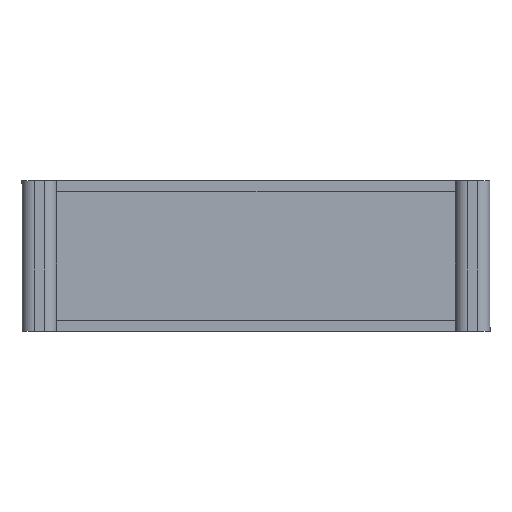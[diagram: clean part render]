
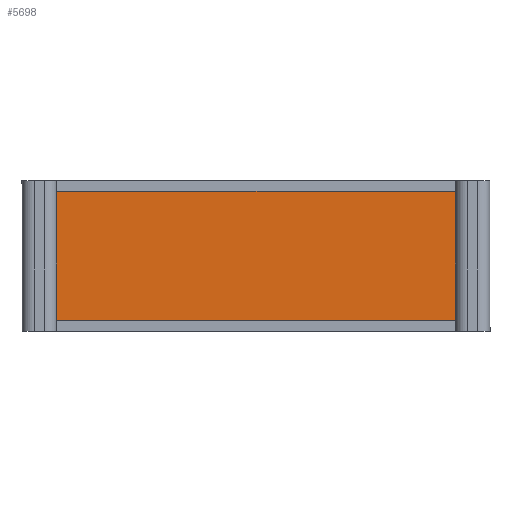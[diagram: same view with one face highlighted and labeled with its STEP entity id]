
A CAD part, top view. The second image highlights one B-rep face of the part: STEP entity #5698.
In plain terms, the highlighted planar face has unit normal (0, 0, 1).
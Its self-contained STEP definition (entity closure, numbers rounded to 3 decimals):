
#3 = ORIENTED_EDGE ( 'NONE', *, *, #2776, .F. ) ;
#49 = VERTEX_POINT ( 'NONE', #4909 ) ;
#64 = DIRECTION ( 'NONE',  ( 0., -1., 0. ) ) ;
#317 = CIRCLE ( 'NONE', #3185, 0.5 ) ;
#544 = AXIS2_PLACEMENT_3D ( 'NONE', #6223, #1835, #2779 ) ;
#593 = CARTESIAN_POINT ( 'NONE',  ( -1.2, 14.75, 19.75 ) ) ;
#795 = DIRECTION ( 'NONE',  ( 0., 0., -1. ) ) ;
#858 = LINE ( 'NONE', #1336, #2864 ) ;
#970 = LINE ( 'NONE', #2832, #4835 ) ;
#1156 = VECTOR ( 'NONE', #64, 1000. ) ;
#1299 = EDGE_CURVE ( 'NONE', #6165, #4071, #858, .T. ) ;
#1301 = DIRECTION ( 'NONE',  ( -1., 0., 0. ) ) ;
#1336 = CARTESIAN_POINT ( 'NONE',  ( -4.8, -14.75, 19.75 ) ) ;
#1394 = DIRECTION ( 'NONE',  ( 0., 1., 0. ) ) ;
#1401 = LINE ( 'NONE', #3957, #3446 ) ;
#1590 = EDGE_CURVE ( 'NONE', #3295, #6165, #317, .T. ) ;
#1696 = CARTESIAN_POINT ( 'NONE',  ( -9.3, -14.75, 19.75 ) ) ;
#1768 = VERTEX_POINT ( 'NONE', #593 ) ;
#1835 = DIRECTION ( 'NONE',  ( 0., 0., -1. ) ) ;
#2015 = EDGE_CURVE ( 'NONE', #2679, #1768, #970, .T. ) ;
#2099 = ORIENTED_EDGE ( 'NONE', *, *, #1590, .F. ) ;
#2261 = FACE_OUTER_BOUND ( 'NONE', #3548, .T. ) ;
#2382 = DIRECTION ( 'NONE',  ( 1., 0., 0. ) ) ;
#2577 = ORIENTED_EDGE ( 'NONE', *, *, #2015, .F. ) ;
#2679 = VERTEX_POINT ( 'NONE', #3214 ) ;
#2776 = EDGE_CURVE ( 'NONE', #49, #3295, #4998, .T. ) ;
#2779 = DIRECTION ( 'NONE',  ( 0., -1., 0. ) ) ;
#2832 = CARTESIAN_POINT ( 'NONE',  ( -4.8, 14.75, 19.75 ) ) ;
#2864 = VECTOR ( 'NONE', #1301, 1000. ) ;
#2872 = CARTESIAN_POINT ( 'NONE',  ( -1.2, -14.25, 19.75 ) ) ;
#2873 = EDGE_CURVE ( 'NONE', #1768, #49, #5693, .T. ) ;
#3185 = AXIS2_PLACEMENT_3D ( 'NONE', #2872, #4897, #1394 ) ;
#3214 = CARTESIAN_POINT ( 'NONE',  ( -9.3, 14.75, 19.75 ) ) ;
#3295 = VERTEX_POINT ( 'NONE', #4337 ) ;
#3446 = VECTOR ( 'NONE', #4452, 1000. ) ;
#3548 = EDGE_LOOP ( 'NONE', ( #3954, #2577, #4245, #3599, #2099, #3 ) ) ;
#3599 = ORIENTED_EDGE ( 'NONE', *, *, #1299, .F. ) ;
#3603 = CARTESIAN_POINT ( 'NONE',  ( -1.2, 14.25, 19.75 ) ) ;
#3776 = AXIS2_PLACEMENT_3D ( 'NONE', #3603, #795, #4655 ) ;
#3954 = ORIENTED_EDGE ( 'NONE', *, *, #2873, .F. ) ;
#3957 = CARTESIAN_POINT ( 'NONE',  ( -9.3, -14.25, 19.75 ) ) ;
#4071 = VERTEX_POINT ( 'NONE', #1696 ) ;
#4245 = ORIENTED_EDGE ( 'NONE', *, *, #5210, .T. ) ;
#4337 = CARTESIAN_POINT ( 'NONE',  ( -0.7, -14.25, 19.75 ) ) ;
#4452 = DIRECTION ( 'NONE',  ( 0., -1., 0. ) ) ;
#4655 = DIRECTION ( 'NONE',  ( 1., 0., 0. ) ) ;
#4835 = VECTOR ( 'NONE', #2382, 1000. ) ;
#4897 = DIRECTION ( 'NONE',  ( 0., 0., -1. ) ) ;
#4909 = CARTESIAN_POINT ( 'NONE',  ( -0.7, 14.25, 19.75 ) ) ;
#4998 = LINE ( 'NONE', #6015, #1156 ) ;
#5210 = EDGE_CURVE ( 'NONE', #2679, #4071, #1401, .T. ) ;
#5283 = CARTESIAN_POINT ( 'NONE',  ( -1.2, -14.75, 19.75 ) ) ;
#5693 = CIRCLE ( 'NONE', #544, 0.5 ) ;
#5698 = ADVANCED_FACE ( 'NONE', ( #2261 ), #6107, .F. ) ;
#6015 = CARTESIAN_POINT ( 'NONE',  ( -0.7, 14.25, 19.75 ) ) ;
#6107 = PLANE ( 'NONE',  #3776 ) ;
#6165 = VERTEX_POINT ( 'NONE', #5283 ) ;
#6223 = CARTESIAN_POINT ( 'NONE',  ( -1.2, 14.25, 19.75 ) ) ;
